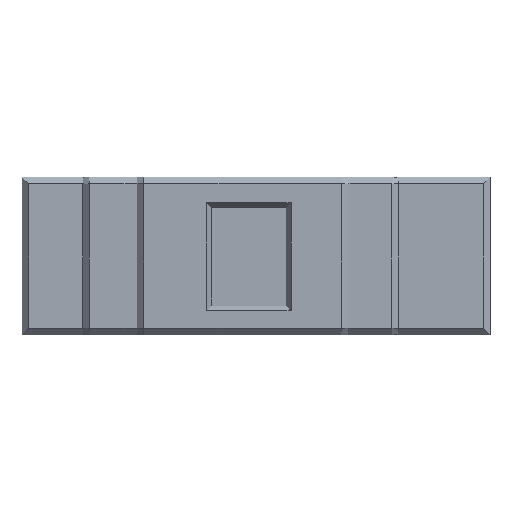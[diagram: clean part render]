
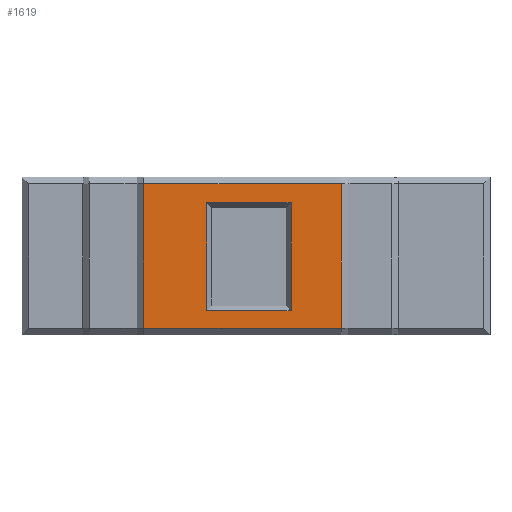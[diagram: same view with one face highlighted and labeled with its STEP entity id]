
A CAD part, top view. The second image highlights one B-rep face of the part: STEP entity #1619.
In plain terms, the highlighted planar face has unit normal (0, 0, 1).
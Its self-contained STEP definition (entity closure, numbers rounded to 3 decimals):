
#909 = PLANE('',#910);
#910 = AXIS2_PLACEMENT_3D('',#911,#912,#913);
#911 = CARTESIAN_POINT('',(-44.9,46.4,5.5));
#912 = DIRECTION('',(-0.707,0.,0.707)
  );
#913 = DIRECTION('',(0.,-1.,0.));
#1181 = EDGE_CURVE('',#1182,#1184,#1186,.T.);
#1182 = VERTEX_POINT('',#1183);
#1183 = CARTESIAN_POINT('',(-44.4,38.1,6.));
#1184 = VERTEX_POINT('',#1185);
#1185 = CARTESIAN_POINT('',(-44.4,16.,6.));
#1186 = SURFACE_CURVE('',#1187,(#1191,#1198),.PCURVE_S1.);
#1187 = LINE('',#1188,#1189);
#1188 = CARTESIAN_POINT('',(-44.4,46.4,6.));
#1189 = VECTOR('',#1190,1.);
#1190 = DIRECTION('',(0.,-1.,0.));
#1191 = PCURVE('',#909,#1192);
#1192 = DEFINITIONAL_REPRESENTATION('',(#1193),#1197);
#1193 = LINE('',#1194,#1195);
#1194 = CARTESIAN_POINT('',(0.,0.707));
#1195 = VECTOR('',#1196,1.);
#1196 = DIRECTION('',(1.,0.));
#1197 = ( GEOMETRIC_REPRESENTATION_CONTEXT(2) 
PARAMETRIC_REPRESENTATION_CONTEXT() REPRESENTATION_CONTEXT('2D SPACE',''
  ) );
#1198 = PCURVE('',#1199,#1204);
#1199 = PLANE('',#1200);
#1200 = AXIS2_PLACEMENT_3D('',#1201,#1202,#1203);
#1201 = CARTESIAN_POINT('',(-29.6,24.75,6.));
#1202 = DIRECTION('',(-0.,-0.,-1.));
#1203 = DIRECTION('',(-1.,0.,0.));
#1204 = DEFINITIONAL_REPRESENTATION('',(#1205),#1209);
#1205 = LINE('',#1206,#1207);
#1206 = CARTESIAN_POINT('',(14.8,21.65));
#1207 = VECTOR('',#1208,1.);
#1208 = DIRECTION('',(0.,-1.));
#1209 = ( GEOMETRIC_REPRESENTATION_CONTEXT(2) 
PARAMETRIC_REPRESENTATION_CONTEXT() REPRESENTATION_CONTEXT('2D SPACE',''
  ) );
#1328 = PLANE('',#1329);
#1329 = AXIS2_PLACEMENT_3D('',#1330,#1331,#1332);
#1330 = CARTESIAN_POINT('',(-14.2,38.6,5.5));
#1331 = DIRECTION('',(0.,0.707,0.707));
#1332 = DIRECTION('',(-1.,0.,0.));
#1440 = PLANE('',#1441);
#1441 = AXIS2_PLACEMENT_3D('',#1442,#1443,#1444);
#1442 = CARTESIAN_POINT('',(-44.4,15.5,5.5));
#1443 = DIRECTION('',(0.,-0.707,0.707));
#1444 = DIRECTION('',(1.,0.,0.));
#1619 = ADVANCED_FACE('',(#1620,#1695),#1199,.F.);
#1620 = FACE_BOUND('',#1621,.F.);
#1621 = EDGE_LOOP('',(#1622,#1623,#1646,#1674));
#1622 = ORIENTED_EDGE('',*,*,#1181,.F.);
#1623 = ORIENTED_EDGE('',*,*,#1624,.F.);
#1624 = EDGE_CURVE('',#1625,#1182,#1627,.T.);
#1625 = VERTEX_POINT('',#1626);
#1626 = CARTESIAN_POINT('',(-14.2,38.1,6.));
#1627 = SURFACE_CURVE('',#1628,(#1632,#1639),.PCURVE_S1.);
#1628 = LINE('',#1629,#1630);
#1629 = CARTESIAN_POINT('',(-14.2,38.1,6.));
#1630 = VECTOR('',#1631,1.);
#1631 = DIRECTION('',(-1.,0.,0.));
#1632 = PCURVE('',#1199,#1633);
#1633 = DEFINITIONAL_REPRESENTATION('',(#1634),#1638);
#1634 = LINE('',#1635,#1636);
#1635 = CARTESIAN_POINT('',(-15.4,13.35));
#1636 = VECTOR('',#1637,1.);
#1637 = DIRECTION('',(1.,0.));
#1638 = ( GEOMETRIC_REPRESENTATION_CONTEXT(2) 
PARAMETRIC_REPRESENTATION_CONTEXT() REPRESENTATION_CONTEXT('2D SPACE',''
  ) );
#1639 = PCURVE('',#1328,#1640);
#1640 = DEFINITIONAL_REPRESENTATION('',(#1641),#1645);
#1641 = LINE('',#1642,#1643);
#1642 = CARTESIAN_POINT('',(0.,0.707));
#1643 = VECTOR('',#1644,1.);
#1644 = DIRECTION('',(1.,0.));
#1645 = ( GEOMETRIC_REPRESENTATION_CONTEXT(2) 
PARAMETRIC_REPRESENTATION_CONTEXT() REPRESENTATION_CONTEXT('2D SPACE',''
  ) );
#1646 = ORIENTED_EDGE('',*,*,#1647,.F.);
#1647 = EDGE_CURVE('',#1648,#1625,#1650,.T.);
#1648 = VERTEX_POINT('',#1649);
#1649 = CARTESIAN_POINT('',(-14.2,16.,6.));
#1650 = SURFACE_CURVE('',#1651,(#1655,#1662),.PCURVE_S1.);
#1651 = LINE('',#1652,#1653);
#1652 = CARTESIAN_POINT('',(-14.2,5.1,6.));
#1653 = VECTOR('',#1654,1.);
#1654 = DIRECTION('',(0.,1.,0.));
#1655 = PCURVE('',#1199,#1656);
#1656 = DEFINITIONAL_REPRESENTATION('',(#1657),#1661);
#1657 = LINE('',#1658,#1659);
#1658 = CARTESIAN_POINT('',(-15.4,-19.65));
#1659 = VECTOR('',#1660,1.);
#1660 = DIRECTION('',(0.,1.));
#1661 = ( GEOMETRIC_REPRESENTATION_CONTEXT(2) 
PARAMETRIC_REPRESENTATION_CONTEXT() REPRESENTATION_CONTEXT('2D SPACE',''
  ) );
#1662 = PCURVE('',#1663,#1668);
#1663 = PLANE('',#1664);
#1664 = AXIS2_PLACEMENT_3D('',#1665,#1666,#1667);
#1665 = CARTESIAN_POINT('',(-13.7,5.1,5.5));
#1666 = DIRECTION('',(0.707,0.,0.707)
  );
#1667 = DIRECTION('',(0.,1.,0.));
#1668 = DEFINITIONAL_REPRESENTATION('',(#1669),#1673);
#1669 = LINE('',#1670,#1671);
#1670 = CARTESIAN_POINT('',(0.,0.707));
#1671 = VECTOR('',#1672,1.);
#1672 = DIRECTION('',(1.,0.));
#1673 = ( GEOMETRIC_REPRESENTATION_CONTEXT(2) 
PARAMETRIC_REPRESENTATION_CONTEXT() REPRESENTATION_CONTEXT('2D SPACE',''
  ) );
#1674 = ORIENTED_EDGE('',*,*,#1675,.F.);
#1675 = EDGE_CURVE('',#1184,#1648,#1676,.T.);
#1676 = SURFACE_CURVE('',#1677,(#1681,#1688),.PCURVE_S1.);
#1677 = LINE('',#1678,#1679);
#1678 = CARTESIAN_POINT('',(-44.4,16.,6.));
#1679 = VECTOR('',#1680,1.);
#1680 = DIRECTION('',(1.,0.,0.));
#1681 = PCURVE('',#1199,#1682);
#1682 = DEFINITIONAL_REPRESENTATION('',(#1683),#1687);
#1683 = LINE('',#1684,#1685);
#1684 = CARTESIAN_POINT('',(14.8,-8.75));
#1685 = VECTOR('',#1686,1.);
#1686 = DIRECTION('',(-1.,0.));
#1687 = ( GEOMETRIC_REPRESENTATION_CONTEXT(2) 
PARAMETRIC_REPRESENTATION_CONTEXT() REPRESENTATION_CONTEXT('2D SPACE',''
  ) );
#1688 = PCURVE('',#1440,#1689);
#1689 = DEFINITIONAL_REPRESENTATION('',(#1690),#1694);
#1690 = LINE('',#1691,#1692);
#1691 = CARTESIAN_POINT('',(0.,0.707));
#1692 = VECTOR('',#1693,1.);
#1693 = DIRECTION('',(1.,0.));
#1694 = ( GEOMETRIC_REPRESENTATION_CONTEXT(2) 
PARAMETRIC_REPRESENTATION_CONTEXT() REPRESENTATION_CONTEXT('2D SPACE',''
  ) );
#1695 = FACE_BOUND('',#1696,.F.);
#1696 = EDGE_LOOP('',(#1697,#1727,#1755,#1783));
#1697 = ORIENTED_EDGE('',*,*,#1698,.F.);
#1698 = EDGE_CURVE('',#1699,#1701,#1703,.T.);
#1699 = VERTEX_POINT('',#1700);
#1700 = CARTESIAN_POINT('',(-34.8,18.7,6.));
#1701 = VERTEX_POINT('',#1702);
#1702 = CARTESIAN_POINT('',(-34.8,35.2,6.));
#1703 = SURFACE_CURVE('',#1704,(#1708,#1715),.PCURVE_S1.);
#1704 = LINE('',#1705,#1706);
#1705 = CARTESIAN_POINT('',(-34.8,18.7,6.));
#1706 = VECTOR('',#1707,1.);
#1707 = DIRECTION('',(0.,1.,0.));
#1708 = PCURVE('',#1199,#1709);
#1709 = DEFINITIONAL_REPRESENTATION('',(#1710),#1714);
#1710 = LINE('',#1711,#1712);
#1711 = CARTESIAN_POINT('',(5.2,-6.05));
#1712 = VECTOR('',#1713,1.);
#1713 = DIRECTION('',(0.,1.));
#1714 = ( GEOMETRIC_REPRESENTATION_CONTEXT(2) 
PARAMETRIC_REPRESENTATION_CONTEXT() REPRESENTATION_CONTEXT('2D SPACE',''
  ) );
#1715 = PCURVE('',#1716,#1721);
#1716 = PLANE('',#1717);
#1717 = AXIS2_PLACEMENT_3D('',#1718,#1719,#1720);
#1718 = CARTESIAN_POINT('',(-34.8,18.7,5.));
#1719 = DIRECTION('',(-1.,0.,0.));
#1720 = DIRECTION('',(0.,1.,0.));
#1721 = DEFINITIONAL_REPRESENTATION('',(#1722),#1726);
#1722 = LINE('',#1723,#1724);
#1723 = CARTESIAN_POINT('',(0.,-1.));
#1724 = VECTOR('',#1725,1.);
#1725 = DIRECTION('',(1.,0.));
#1726 = ( GEOMETRIC_REPRESENTATION_CONTEXT(2) 
PARAMETRIC_REPRESENTATION_CONTEXT() REPRESENTATION_CONTEXT('2D SPACE',''
  ) );
#1727 = ORIENTED_EDGE('',*,*,#1728,.F.);
#1728 = EDGE_CURVE('',#1729,#1699,#1731,.T.);
#1729 = VERTEX_POINT('',#1730);
#1730 = CARTESIAN_POINT('',(-21.9,18.7,6.));
#1731 = SURFACE_CURVE('',#1732,(#1736,#1743),.PCURVE_S1.);
#1732 = LINE('',#1733,#1734);
#1733 = CARTESIAN_POINT('',(-21.9,18.7,6.));
#1734 = VECTOR('',#1735,1.);
#1735 = DIRECTION('',(-1.,0.,0.));
#1736 = PCURVE('',#1199,#1737);
#1737 = DEFINITIONAL_REPRESENTATION('',(#1738),#1742);
#1738 = LINE('',#1739,#1740);
#1739 = CARTESIAN_POINT('',(-7.7,-6.05));
#1740 = VECTOR('',#1741,1.);
#1741 = DIRECTION('',(1.,0.));
#1742 = ( GEOMETRIC_REPRESENTATION_CONTEXT(2) 
PARAMETRIC_REPRESENTATION_CONTEXT() REPRESENTATION_CONTEXT('2D SPACE',''
  ) );
#1743 = PCURVE('',#1744,#1749);
#1744 = PLANE('',#1745);
#1745 = AXIS2_PLACEMENT_3D('',#1746,#1747,#1748);
#1746 = CARTESIAN_POINT('',(-21.9,18.7,5.));
#1747 = DIRECTION('',(0.,-1.,0.));
#1748 = DIRECTION('',(-1.,0.,0.));
#1749 = DEFINITIONAL_REPRESENTATION('',(#1750),#1754);
#1750 = LINE('',#1751,#1752);
#1751 = CARTESIAN_POINT('',(0.,-1.));
#1752 = VECTOR('',#1753,1.);
#1753 = DIRECTION('',(1.,0.));
#1754 = ( GEOMETRIC_REPRESENTATION_CONTEXT(2) 
PARAMETRIC_REPRESENTATION_CONTEXT() REPRESENTATION_CONTEXT('2D SPACE',''
  ) );
#1755 = ORIENTED_EDGE('',*,*,#1756,.F.);
#1756 = EDGE_CURVE('',#1757,#1729,#1759,.T.);
#1757 = VERTEX_POINT('',#1758);
#1758 = CARTESIAN_POINT('',(-21.9,35.2,6.));
#1759 = SURFACE_CURVE('',#1760,(#1764,#1771),.PCURVE_S1.);
#1760 = LINE('',#1761,#1762);
#1761 = CARTESIAN_POINT('',(-21.9,35.2,6.));
#1762 = VECTOR('',#1763,1.);
#1763 = DIRECTION('',(0.,-1.,0.));
#1764 = PCURVE('',#1199,#1765);
#1765 = DEFINITIONAL_REPRESENTATION('',(#1766),#1770);
#1766 = LINE('',#1767,#1768);
#1767 = CARTESIAN_POINT('',(-7.7,10.45));
#1768 = VECTOR('',#1769,1.);
#1769 = DIRECTION('',(0.,-1.));
#1770 = ( GEOMETRIC_REPRESENTATION_CONTEXT(2) 
PARAMETRIC_REPRESENTATION_CONTEXT() REPRESENTATION_CONTEXT('2D SPACE',''
  ) );
#1771 = PCURVE('',#1772,#1777);
#1772 = PLANE('',#1773);
#1773 = AXIS2_PLACEMENT_3D('',#1774,#1775,#1776);
#1774 = CARTESIAN_POINT('',(-21.9,35.2,5.));
#1775 = DIRECTION('',(1.,0.,0.));
#1776 = DIRECTION('',(0.,-1.,0.));
#1777 = DEFINITIONAL_REPRESENTATION('',(#1778),#1782);
#1778 = LINE('',#1779,#1780);
#1779 = CARTESIAN_POINT('',(0.,-1.));
#1780 = VECTOR('',#1781,1.);
#1781 = DIRECTION('',(1.,0.));
#1782 = ( GEOMETRIC_REPRESENTATION_CONTEXT(2) 
PARAMETRIC_REPRESENTATION_CONTEXT() REPRESENTATION_CONTEXT('2D SPACE',''
  ) );
#1783 = ORIENTED_EDGE('',*,*,#1784,.F.);
#1784 = EDGE_CURVE('',#1701,#1757,#1785,.T.);
#1785 = SURFACE_CURVE('',#1786,(#1790,#1797),.PCURVE_S1.);
#1786 = LINE('',#1787,#1788);
#1787 = CARTESIAN_POINT('',(-34.8,35.2,6.));
#1788 = VECTOR('',#1789,1.);
#1789 = DIRECTION('',(1.,0.,0.));
#1790 = PCURVE('',#1199,#1791);
#1791 = DEFINITIONAL_REPRESENTATION('',(#1792),#1796);
#1792 = LINE('',#1793,#1794);
#1793 = CARTESIAN_POINT('',(5.2,10.45));
#1794 = VECTOR('',#1795,1.);
#1795 = DIRECTION('',(-1.,0.));
#1796 = ( GEOMETRIC_REPRESENTATION_CONTEXT(2) 
PARAMETRIC_REPRESENTATION_CONTEXT() REPRESENTATION_CONTEXT('2D SPACE',''
  ) );
#1797 = PCURVE('',#1798,#1803);
#1798 = PLANE('',#1799);
#1799 = AXIS2_PLACEMENT_3D('',#1800,#1801,#1802);
#1800 = CARTESIAN_POINT('',(-34.8,35.2,5.));
#1801 = DIRECTION('',(0.,1.,0.));
#1802 = DIRECTION('',(1.,0.,0.));
#1803 = DEFINITIONAL_REPRESENTATION('',(#1804),#1808);
#1804 = LINE('',#1805,#1806);
#1805 = CARTESIAN_POINT('',(0.,-1.));
#1806 = VECTOR('',#1807,1.);
#1807 = DIRECTION('',(1.,0.));
#1808 = ( GEOMETRIC_REPRESENTATION_CONTEXT(2) 
PARAMETRIC_REPRESENTATION_CONTEXT() REPRESENTATION_CONTEXT('2D SPACE',''
  ) );
